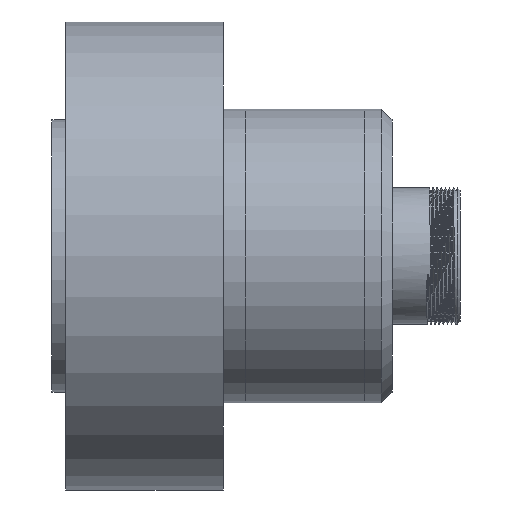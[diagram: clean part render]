
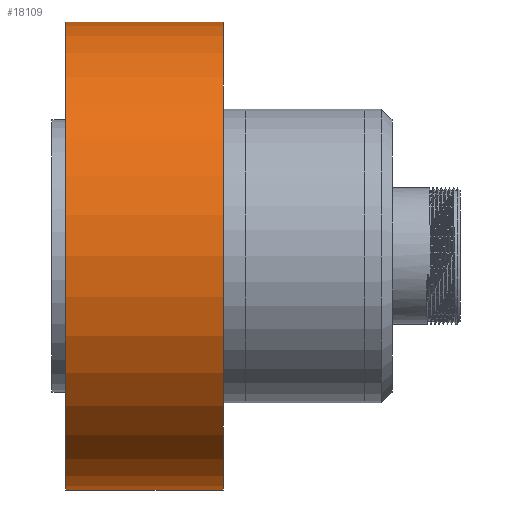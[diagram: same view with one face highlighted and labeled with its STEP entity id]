
A CAD part, front view. The second image highlights one B-rep face of the part: STEP entity #18109.
In plain terms, the highlighted cylindrical face has radius 86 mm (diameter 172 mm), a partial arc.
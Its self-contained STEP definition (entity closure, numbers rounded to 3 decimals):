
#189 = EDGE_CURVE ( 'NONE', #9624, #16903, #14477, .T. ) ;
#1402 = CARTESIAN_POINT ( 'NONE',  ( 63., 0., 86. ) ) ;
#1923 = CARTESIAN_POINT ( 'NONE',  ( 150.04, 0., -86. ) ) ;
#2486 = VECTOR ( 'NONE', #3577, 1000. ) ;
#2981 = FACE_OUTER_BOUND ( 'NONE', #8200, .T. ) ;
#3074 = ORIENTED_EDGE ( 'NONE', *, *, #5580, .F. ) ;
#3577 = DIRECTION ( 'NONE',  ( 1., 0., 0. ) ) ;
#3724 = AXIS2_PLACEMENT_3D ( 'NONE', #14075, #8323, #5474 ) ;
#4054 = LINE ( 'NONE', #4325, #11245 ) ;
#4325 = CARTESIAN_POINT ( 'NONE',  ( 150.04, 0., 86. ) ) ;
#4642 = VERTEX_POINT ( 'NONE', #1402 ) ;
#4872 = CARTESIAN_POINT ( 'NONE',  ( 5., 0., 0. ) ) ;
#5474 = DIRECTION ( 'NONE',  ( 0., 0., -1. ) ) ;
#5580 = EDGE_CURVE ( 'NONE', #4642, #16903, #12526, .T. ) ;
#5834 = CARTESIAN_POINT ( 'NONE',  ( 150.04, 0., 0. ) ) ;
#6918 = VERTEX_POINT ( 'NONE', #17291 ) ;
#7236 = CYLINDRICAL_SURFACE ( 'NONE', #13008, 86. ) ;
#7694 = CARTESIAN_POINT ( 'NONE',  ( 5., 0., -86. ) ) ;
#8200 = EDGE_LOOP ( 'NONE', ( #11431, #12153, #11604, #3074 ) ) ;
#8323 = DIRECTION ( 'NONE',  ( 1., 0., 0. ) ) ;
#9624 = VERTEX_POINT ( 'NONE', #7694 ) ;
#9934 = DIRECTION ( 'NONE',  ( 1., 0., 0. ) ) ;
#11245 = VECTOR ( 'NONE', #9934, 1000. ) ;
#11431 = ORIENTED_EDGE ( 'NONE', *, *, #16550, .F. ) ;
#11604 = ORIENTED_EDGE ( 'NONE', *, *, #189, .T. ) ;
#12153 = ORIENTED_EDGE ( 'NONE', *, *, #13411, .T. ) ;
#12523 = DIRECTION ( 'NONE',  ( 1., 0., 0. ) ) ;
#12526 = CIRCLE ( 'NONE', #3724, 86. ) ;
#12701 = AXIS2_PLACEMENT_3D ( 'NONE', #4872, #15953, #13121 ) ;
#13008 = AXIS2_PLACEMENT_3D ( 'NONE', #5834, #12523, #16723 ) ;
#13121 = DIRECTION ( 'NONE',  ( 0., 0., -1. ) ) ;
#13411 = EDGE_CURVE ( 'NONE', #6918, #9624, #15896, .T. ) ;
#14075 = CARTESIAN_POINT ( 'NONE',  ( 63., 0., 0. ) ) ;
#14477 = LINE ( 'NONE', #1923, #2486 ) ;
#15896 = CIRCLE ( 'NONE', #12701, 86. ) ;
#15953 = DIRECTION ( 'NONE',  ( 1., 0., 0. ) ) ;
#16550 = EDGE_CURVE ( 'NONE', #6918, #4642, #4054, .T. ) ;
#16723 = DIRECTION ( 'NONE',  ( 0., 0., -1. ) ) ;
#16903 = VERTEX_POINT ( 'NONE', #17838 ) ;
#17291 = CARTESIAN_POINT ( 'NONE',  ( 5., 0., 86. ) ) ;
#17838 = CARTESIAN_POINT ( 'NONE',  ( 63., 0., -86. ) ) ;
#18109 = ADVANCED_FACE ( 'NONE', ( #2981 ), #7236, .T. ) ;
